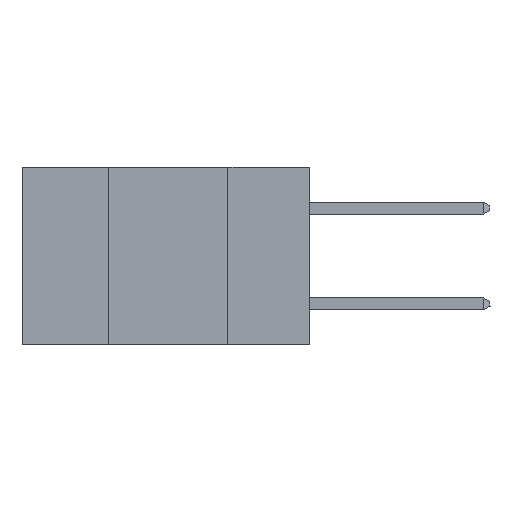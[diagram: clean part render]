
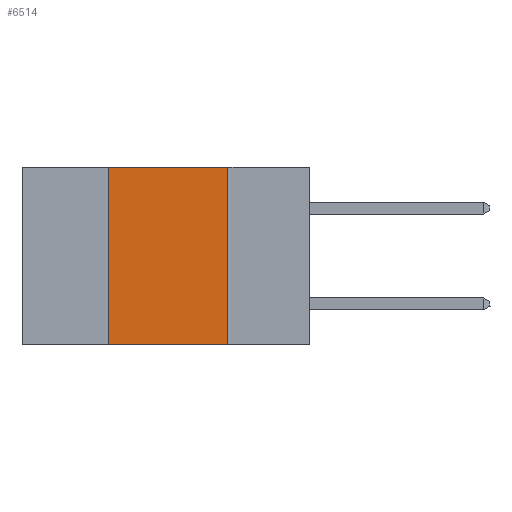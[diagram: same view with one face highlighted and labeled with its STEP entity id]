
A CAD part, left-side view. The second image highlights one B-rep face of the part: STEP entity #6514.
In plain terms, the highlighted planar face has unit normal (-1, 0, 0).
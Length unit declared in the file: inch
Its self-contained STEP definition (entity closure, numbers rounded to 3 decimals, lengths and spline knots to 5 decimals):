
#101 = CARTESIAN_POINT ( 'NONE',  ( 0., 0.17, 0. ) ) ;
#163 = PLANE ( 'NONE',  #325 ) ;
#248 = EDGE_CURVE ( 'NONE', #5032, #15462, #15009, .T. ) ;
#325 = AXIS2_PLACEMENT_3D ( 'NONE', #3188, #12545, #9322 ) ;
#1571 = DIRECTION ( 'NONE',  ( 0., -1., 0. ) ) ;
#1819 = VECTOR ( 'NONE', #6134, 39.37008 ) ;
#3188 = CARTESIAN_POINT ( 'NONE',  ( 0., 0.6, 0. ) ) ;
#3222 = VECTOR ( 'NONE', #1571, 39.37008 ) ;
#3662 = ORIENTED_EDGE ( 'NONE', *, *, #6452, .T. ) ;
#4507 = ORIENTED_EDGE ( 'NONE', *, *, #248, .F. ) ;
#4640 = DIRECTION ( 'NONE',  ( 0., -1., 0. ) ) ;
#4749 = CARTESIAN_POINT ( 'NONE',  ( 0., 0.6, 0. ) ) ;
#4886 = VECTOR ( 'NONE', #4640, 39.37008 ) ;
#5032 = VERTEX_POINT ( 'NONE', #5620 ) ;
#5620 = CARTESIAN_POINT ( 'NONE',  ( 0., 0.42, -0.37 ) ) ;
#6134 = DIRECTION ( 'NONE',  ( 0., 0., 1. ) ) ;
#6287 = ORIENTED_EDGE ( 'NONE', *, *, #11392, .F. ) ;
#6452 = EDGE_CURVE ( 'NONE', #5032, #8151, #15374, .T. ) ;
#6514 = ADVANCED_FACE ( 'NONE', ( #12338 ), #163, .F. ) ;
#6728 = LINE ( 'NONE', #101, #8143 ) ;
#6739 = VERTEX_POINT ( 'NONE', #13451 ) ;
#6919 = ORIENTED_EDGE ( 'NONE', *, *, #8449, .F. ) ;
#7533 = CARTESIAN_POINT ( 'NONE',  ( 0., 0.42, 0. ) ) ;
#7820 = CARTESIAN_POINT ( 'NONE',  ( 0., 0.6, -0.37 ) ) ;
#7863 = LINE ( 'NONE', #4749, #4886 ) ;
#8143 = VECTOR ( 'NONE', #12861, 39.37008 ) ;
#8151 = VERTEX_POINT ( 'NONE', #10074 ) ;
#8449 = EDGE_CURVE ( 'NONE', #15462, #6739, #7863, .T. ) ;
#9244 = EDGE_LOOP ( 'NONE', ( #6287, #6919, #4507, #3662 ) ) ;
#9322 = DIRECTION ( 'NONE',  ( 0., 0., -1. ) ) ;
#10074 = CARTESIAN_POINT ( 'NONE',  ( 0., 0.17, -0.37 ) ) ;
#11392 = EDGE_CURVE ( 'NONE', #6739, #8151, #6728, .T. ) ;
#12338 = FACE_OUTER_BOUND ( 'NONE', #9244, .T. ) ;
#12545 = DIRECTION ( 'NONE',  ( 1., 0., 0. ) ) ;
#12861 = DIRECTION ( 'NONE',  ( 0., 0., -1. ) ) ;
#13451 = CARTESIAN_POINT ( 'NONE',  ( 0., 0.17, 0. ) ) ;
#13475 = CARTESIAN_POINT ( 'NONE',  ( 0., 0.42, 0. ) ) ;
#15009 = LINE ( 'NONE', #7533, #1819 ) ;
#15374 = LINE ( 'NONE', #7820, #3222 ) ;
#15462 = VERTEX_POINT ( 'NONE', #13475 ) ;
